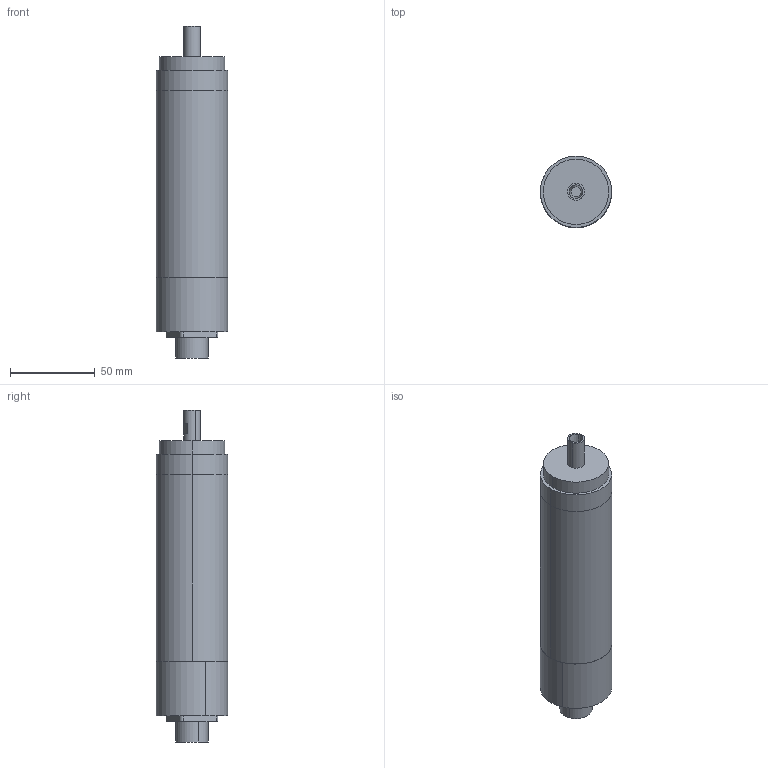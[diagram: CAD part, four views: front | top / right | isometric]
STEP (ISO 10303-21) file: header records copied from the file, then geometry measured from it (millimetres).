
FILE_DESCRIPTION (( 'STEP AP214' ), '1' );
FILE_NAME ('GDZ11-1.STEP', '2021-04-29T00:55:39', ( '萇齟' ), ( '' ), 'SwSTEP 2.0', 'SolidWorks 2018', '' );
FILE_SCHEMA (( 'AUTOMOTIVE_DESIGN' ));
Length unit declared in the file: millimetre
Products named in the file (7): GDZ11-1儂褲; GDZ11-1; GDZ11-1粣芛; 堤盄釱脣芛18x18M20; GDZ11-1綴欶; GDZ11-1粣創釱; GDZ11-1滅鳥欶
Assembly tree (6 placements, depth 2):
  GDZ11-1
    GDZ11-1儂褲
    GDZ11-1滅鳥欶
    GDZ11-1綴欶
    GDZ11-1粣創釱
    GDZ11-1粣芛
    堤盄釱脣芛18x18M20
Bounding box: 42 x 42 x 195.5 mm (x, y, z)
Volume: 228789.7 mm3; surface area: 35208 mm2
Topology: 6 solids, 6 shells, 48 faces, 100 edges, 66 vertices
Faces by surface type: cylinder 26, plane 20, cone 2
Entity records: 1632 total; most frequent: DIRECTION 270, CARTESIAN_POINT 223, ORIENTED_EDGE 200, AXIS2_PLACEMENT_3D 113, EDGE_CURVE 100, VERTEX_POINT 66, EDGE_LOOP 60, CIRCLE 56
